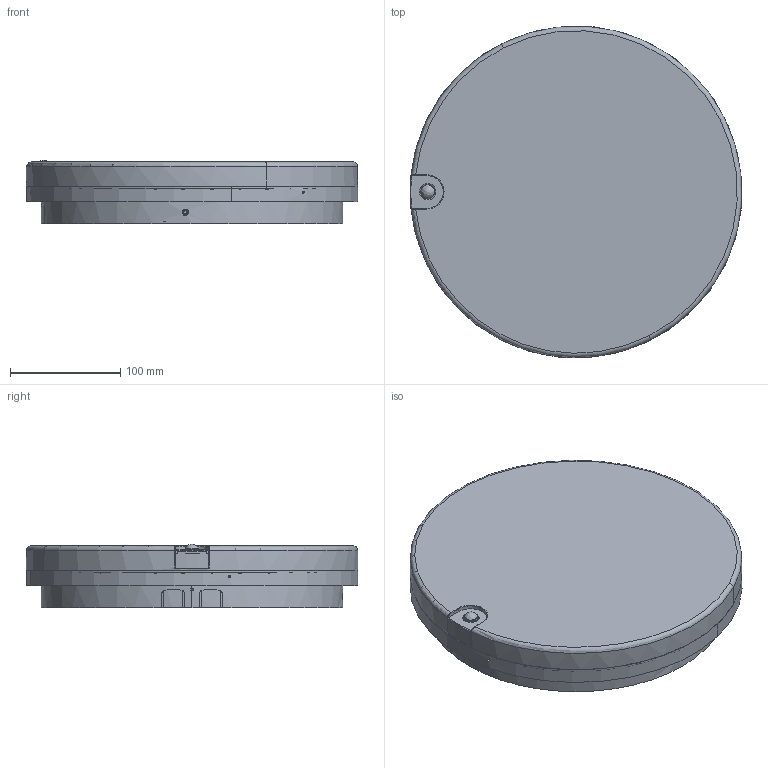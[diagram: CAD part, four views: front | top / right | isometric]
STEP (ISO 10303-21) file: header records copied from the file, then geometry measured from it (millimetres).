
FILE_DESCRIPTION (( 'STEP AP203' ), '1' );
FILE_NAME ('SF DISC SNP 300 V.STEP', '2025-07-04T05:46:08', ( '' ), ( '' ), 'SwSTEP 2.0', 'SolidWorks 2016', '' );
FILE_SCHEMA (( 'CONFIG_CONTROL_DESIGN' ));
Length unit declared in the file: millimetre
Products named in the file (11): guijiaosai-1022-2; 粟銅裔啣; 苤粟銅; 綻俋裔え; 粟銅嘐隅釱; 8120-5BL (1); 销子硅胶圈; 300嫖埭啣嘐隅釱; 300菁釱雛饜唳; SF DISC SNP 300 V; 300腑欶
Assembly tree (11 placements, depth 2):
  SF DISC SNP 300 V
    苤粟銅
    300嫖埭啣嘐隅釱
    300腑欶
    销子硅胶圈
    300菁釱雛饜唳
    粟銅裔啣
    綻俋裔え
    guijiaosai-1022-2  x2
    粟銅嘐隅釱
    8120-5BL (1)
Bounding box: 300.04 x 299.96 x 57.62 mm (x, y, z)
Volume: 620001.2 mm3; surface area: 586829.8 mm2
Topology: 12 solids, 12 shells, 1522 faces, 3901 edges, 2568 vertices
Faces by surface type: plane 835, cone 380, cylinder 210, torus 57, bspline 32, sphere 8
Entity records: 53948 total; most frequent: CARTESIAN_POINT 16659, ORIENTED_EDGE 7588, DIRECTION 7481, EDGE_CURVE 3794, AXIS2_PLACEMENT_3D 2787, VERTEX_POINT 2503, LINE 1907, VECTOR 1907
